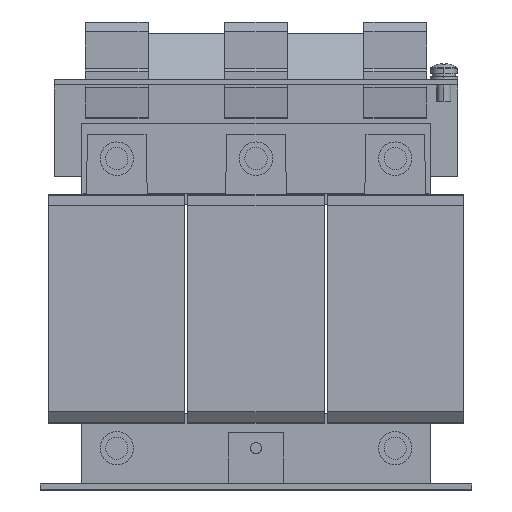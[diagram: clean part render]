
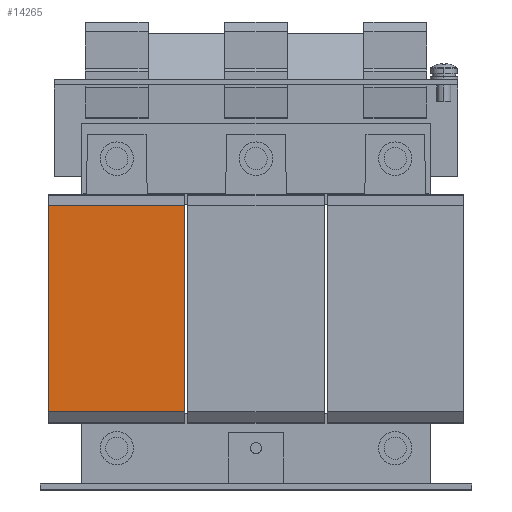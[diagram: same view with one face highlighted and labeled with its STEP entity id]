
A CAD part, top view. The second image highlights one B-rep face of the part: STEP entity #14265.
In plain terms, the highlighted planar face has unit normal (0, 0, 1).
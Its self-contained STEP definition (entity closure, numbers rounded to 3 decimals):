
#229 = CARTESIAN_POINT ( 'NONE',  ( -25.5, -39., 29. ) ) ;
#509 = LINE ( 'NONE', #2672, #18027 ) ;
#1379 = EDGE_CURVE ( 'Defeature ausgef�hrt1_223+Defeature ausgef�hrt1_224+Defeature ausgef�hrt1_203+Defeature ausgef�hrt1_202', #3559, #14029, #18093, .T. ) ;
#1466 = VERTEX_POINT ( 'NONE', #7002 ) ;
#2672 = CARTESIAN_POINT ( 'NONE',  ( -74.5, -39., 29. ) ) ;
#3559 = VERTEX_POINT ( 'NONE', #9980 ) ;
#4823 = VERTEX_POINT ( 'NONE', #17725 ) ;
#5539 = CARTESIAN_POINT ( 'NONE',  ( -25.5, -39., 29. ) ) ;
#5633 = ORIENTED_EDGE ( 'NONE', *, *, #1379, .T. ) ;
#6142 = VECTOR ( 'NONE', #12725, 1000. ) ;
#7002 = CARTESIAN_POINT ( 'NONE',  ( -25.5, -39., 29. ) ) ;
#7633 = EDGE_LOOP ( 'NONE', ( #17431, #21502, #15125, #5633 ) ) ;
#8054 = DIRECTION ( 'NONE',  ( 0., -1., 0. ) ) ;
#8064 = FACE_OUTER_BOUND ( 'NONE', #7633, .T. ) ;
#8074 = VECTOR ( 'NONE', #18245, 1000. ) ;
#9980 = CARTESIAN_POINT ( 'NONE',  ( -25.5, 35., 29. ) ) ;
#10971 = AXIS2_PLACEMENT_3D ( 'NONE', #5539, #22933, #14094 ) ;
#11174 = CARTESIAN_POINT ( 'NONE',  ( -25.5, -39., 29. ) ) ;
#12725 = DIRECTION ( 'NONE',  ( 0., -1., 0. ) ) ;
#13829 = EDGE_CURVE ( 'Defeature ausgef�hrt1_222+Defeature ausgef�hrt1_223+Defeature ausgef�hrt1_203+Defeature ausgef�hrt1_202', #1466, #4823, #16697, .T. ) ;
#14029 = VERTEX_POINT ( 'NONE', #15663 ) ;
#14094 = DIRECTION ( 'NONE',  ( -1., 0., 0. ) ) ;
#14265 = ADVANCED_FACE ( 'Defeature ausgef�hrt1_223', ( #8064 ), #17850, .F. ) ;
#15054 = DIRECTION ( 'NONE',  ( -1., 0., 0. ) ) ;
#15125 = ORIENTED_EDGE ( 'NONE', *, *, #21840, .F. ) ;
#15663 = CARTESIAN_POINT ( 'NONE',  ( -74.5, 35., 29. ) ) ;
#16697 = LINE ( 'NONE', #11174, #20030 ) ;
#17431 = ORIENTED_EDGE ( 'NONE', *, *, #19017, .T. ) ;
#17725 = CARTESIAN_POINT ( 'NONE',  ( -74.5, -39., 29. ) ) ;
#17850 = PLANE ( 'NONE',  #10971 ) ;
#18027 = VECTOR ( 'NONE', #8054, 1000. ) ;
#18093 = LINE ( 'NONE', #21790, #8074 ) ;
#18245 = DIRECTION ( 'NONE',  ( -1., 0., 0. ) ) ;
#18389 = LINE ( 'NONE', #229, #6142 ) ;
#19017 = EDGE_CURVE ( 'Defeature ausgef�hrt1_223+Defeature ausgef�hrt1_202+Defeature ausgef�hrt1_224+Defeature ausgef�hrt1_222', #14029, #4823, #509, .T. ) ;
#20030 = VECTOR ( 'NONE', #15054, 1000. ) ;
#21502 = ORIENTED_EDGE ( 'NONE', *, *, #13829, .F. ) ;
#21790 = CARTESIAN_POINT ( 'NONE',  ( -25.5, 35., 29. ) ) ;
#21840 = EDGE_CURVE ( 'Defeature ausgef�hrt1_203+Defeature ausgef�hrt1_223+Defeature ausgef�hrt1_224+Defeature ausgef�hrt1_222', #3559, #1466, #18389, .T. ) ;
#22933 = DIRECTION ( 'NONE',  ( 0., 0., -1. ) ) ;
